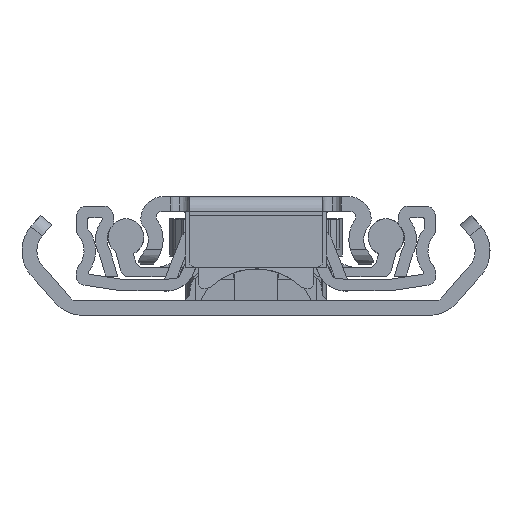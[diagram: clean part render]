
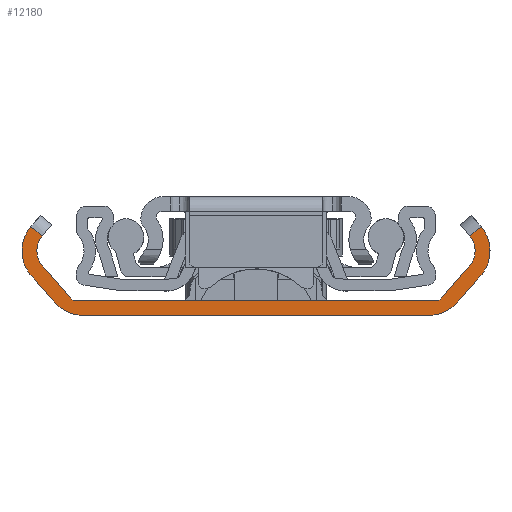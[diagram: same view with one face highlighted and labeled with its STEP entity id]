
A CAD part, left-side view. The second image highlights one B-rep face of the part: STEP entity #12180.
In plain terms, the highlighted planar face has unit normal (-1, 0, 0).
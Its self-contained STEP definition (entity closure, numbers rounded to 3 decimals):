
#43 = CARTESIAN_POINT ( 'NONE',  ( 0., -30.318, 11.991 ) ) ;
#123 = DIRECTION ( 'NONE',  ( 0., -0.653, -0.757 ) ) ;
#199 = ORIENTED_EDGE ( 'NONE', *, *, #19734, .F. ) ;
#774 = LINE ( 'NONE', #17897, #18250 ) ;
#823 = LINE ( 'NONE', #13507, #12705 ) ;
#937 = EDGE_CURVE ( 'NONE', #14686, #19736, #5059, .T. ) ;
#992 = CARTESIAN_POINT ( 'NONE',  ( 0., 23.229, 0. ) ) ;
#1305 = DIRECTION ( 'NONE',  ( 0., 0., -1. ) ) ;
#1356 = EDGE_CURVE ( 'NONE', #19352, #18229, #774, .T. ) ;
#1934 = CARTESIAN_POINT ( 'NONE',  ( 0., -24.236, 3. ) ) ;
#2112 = DIRECTION ( 'NONE',  ( 1., 0., 0. ) ) ;
#2243 = DIRECTION ( 'NONE',  ( 0., -0.653, 0.757 ) ) ;
#2361 = ORIENTED_EDGE ( 'NONE', *, *, #10722, .F. ) ;
#2659 = CARTESIAN_POINT ( 'NONE',  ( 0., -26.325, 8.7 ) ) ;
#2674 = EDGE_CURVE ( 'NONE', #8790, #10632, #4121, .T. ) ;
#2759 = CARTESIAN_POINT ( 'NONE',  ( 0., 24.994, 2.347 ) ) ;
#2912 = VERTEX_POINT ( 'NONE', #12874 ) ;
#3686 = DIRECTION ( 'NONE',  ( -1., 0., 0. ) ) ;
#3971 = DIRECTION ( 'NONE',  ( 0., -1., 0. ) ) ;
#4056 = ORIENTED_EDGE ( 'NONE', *, *, #18944, .F. ) ;
#4121 = CIRCLE ( 'NONE', #15651, 5.2 ) ;
#4316 = AXIS2_PLACEMENT_3D ( 'NONE', #10685, #5830, #10786 ) ;
#5059 = CIRCLE ( 'NONE', #5398, 3.175 ) ;
#5098 = CARTESIAN_POINT ( 'NONE',  ( 0., 30.318, 11.991 ) ) ;
#5151 = CIRCLE ( 'NONE', #16672, 1. ) ;
#5180 = CARTESIAN_POINT ( 'NONE',  ( 0., 29.836, 4.898 ) ) ;
#5304 = EDGE_CURVE ( 'NONE', #7962, #19352, #5151, .T. ) ;
#5398 = AXIS2_PLACEMENT_3D ( 'NONE', #16566, #10404, #1305 ) ;
#5487 = DIRECTION ( 'NONE',  ( 0., 0., -1. ) ) ;
#5551 = DIRECTION ( 'NONE',  ( 0., 0.653, -0.757 ) ) ;
#5594 = CARTESIAN_POINT ( 'NONE',  ( 0., 26.354, 8.665 ) ) ;
#5609 = ORIENTED_EDGE ( 'NONE', *, *, #8642, .F. ) ;
#5618 = ORIENTED_EDGE ( 'NONE', *, *, #14626, .T. ) ;
#5700 = DIRECTION ( 'NONE',  ( 0., 0.766, 0.643 ) ) ;
#5706 = DIRECTION ( 'NONE',  ( 0., 0., -1. ) ) ;
#5830 = DIRECTION ( 'NONE',  ( 1., 0., 0. ) ) ;
#6104 = VERTEX_POINT ( 'NONE', #7693 ) ;
#6309 = ORIENTED_EDGE ( 'NONE', *, *, #2674, .F. ) ;
#6584 = ORIENTED_EDGE ( 'NONE', *, *, #14951, .F. ) ;
#6772 = ORIENTED_EDGE ( 'NONE', *, *, #1356, .F. ) ;
#6830 = CARTESIAN_POINT ( 'NONE',  ( 0., 28.786, 10.706 ) ) ;
#6964 = DIRECTION ( 'NONE',  ( -1., 0., 0. ) ) ;
#7097 = VERTEX_POINT ( 'NONE', #992 ) ;
#7123 = CIRCLE ( 'NONE', #15036, 5.175 ) ;
#7442 = EDGE_LOOP ( 'NONE', ( #11851, #5618, #4056, #2361, #5609, #12255, #6309, #12091, #18968, #10784, #13552, #199, #11101, #6772, #18247, #6584 ) ) ;
#7693 = CARTESIAN_POINT ( 'NONE',  ( 0., 28.405, 6.301 ) ) ;
#7888 = AXIS2_PLACEMENT_3D ( 'NONE', #15198, #20130, #5706 ) ;
#7962 = VERTEX_POINT ( 'NONE', #2759 ) ;
#8007 = CIRCLE ( 'NONE', #12944, 5.175 ) ;
#8083 = CARTESIAN_POINT ( 'NONE',  ( 0., -23.229, 5.2 ) ) ;
#8366 = VERTEX_POINT ( 'NONE', #18407 ) ;
#8555 = VECTOR ( 'NONE', #17205, 1000. ) ;
#8563 = VERTEX_POINT ( 'NONE', #5098 ) ;
#8642 = EDGE_CURVE ( 'NONE', #7097, #13843, #11524, .T. ) ;
#8728 = CARTESIAN_POINT ( 'NONE',  ( 0., 26.325, 8.7 ) ) ;
#8790 = VERTEX_POINT ( 'NONE', #12417 ) ;
#8950 = VERTEX_POINT ( 'NONE', #5180 ) ;
#9045 = VECTOR ( 'NONE', #123, 1000. ) ;
#9711 = CARTESIAN_POINT ( 'NONE',  ( 0., 4.542, -17.26 ) ) ;
#9902 = VECTOR ( 'NONE', #14197, 1000. ) ;
#9908 = DIRECTION ( 'NONE',  ( 0., 0.766, -0.643 ) ) ;
#9969 = DIRECTION ( 'NONE',  ( 0., 0., -1. ) ) ;
#9986 = CARTESIAN_POINT ( 'NONE',  ( 0., -28.786, 10.706 ) ) ;
#10158 = EDGE_CURVE ( 'NONE', #10632, #7097, #20297, .T. ) ;
#10404 = DIRECTION ( 'NONE',  ( -1., 0., 0. ) ) ;
#10461 = CARTESIAN_POINT ( 'NONE',  ( 0., -28.405, 6.301 ) ) ;
#10632 = VERTEX_POINT ( 'NONE', #12756 ) ;
#10685 = CARTESIAN_POINT ( 'NONE',  ( 0., 26.325, 8.7 ) ) ;
#10722 = EDGE_CURVE ( 'NONE', #13843, #8950, #19136, .T. ) ;
#10784 = ORIENTED_EDGE ( 'NONE', *, *, #17879, .T. ) ;
#10786 = DIRECTION ( 'NONE',  ( 0., 0., -1. ) ) ;
#10831 = EDGE_CURVE ( 'NONE', #16207, #6104, #16149, .T. ) ;
#11101 = ORIENTED_EDGE ( 'NONE', *, *, #18592, .F. ) ;
#11267 = CARTESIAN_POINT ( 'NONE',  ( 0., 28.405, 6.301 ) ) ;
#11312 = CARTESIAN_POINT ( 'NONE',  ( 0., 29.836, 4.898 ) ) ;
#11484 = DIRECTION ( 'NONE',  ( 0., 0., -1. ) ) ;
#11524 = CIRCLE ( 'NONE', #7888, 5.2 ) ;
#11741 = CIRCLE ( 'NONE', #15677, 1. ) ;
#11851 = ORIENTED_EDGE ( 'NONE', *, *, #10831, .F. ) ;
#12091 = ORIENTED_EDGE ( 'NONE', *, *, #17952, .F. ) ;
#12180 = ADVANCED_FACE ( 'NONE', ( #15620 ), #13871, .F. ) ;
#12255 = ORIENTED_EDGE ( 'NONE', *, *, #10158, .F. ) ;
#12417 = CARTESIAN_POINT ( 'NONE',  ( 0., -27.166, 1.803 ) ) ;
#12705 = VECTOR ( 'NONE', #5551, 1000. ) ;
#12756 = CARTESIAN_POINT ( 'NONE',  ( 0., -23.229, 0. ) ) ;
#12845 = CARTESIAN_POINT ( 'NONE',  ( 0., 26.325, 8.7 ) ) ;
#12874 = CARTESIAN_POINT ( 'NONE',  ( 0., -24.994, 2.347 ) ) ;
#12944 = AXIS2_PLACEMENT_3D ( 'NONE', #2659, #18332, #16576 ) ;
#12948 = DIRECTION ( 'NONE',  ( 0., 0., -1. ) ) ;
#13507 = CARTESIAN_POINT ( 'NONE',  ( 0., -29.836, 4.898 ) ) ;
#13531 = EDGE_CURVE ( 'NONE', #14483, #8366, #8007, .T. ) ;
#13552 = ORIENTED_EDGE ( 'NONE', *, *, #937, .F. ) ;
#13843 = VERTEX_POINT ( 'NONE', #16156 ) ;
#13871 = PLANE ( 'NONE',  #4316 ) ;
#14124 = VECTOR ( 'NONE', #2243, 1000. ) ;
#14164 = AXIS2_PLACEMENT_3D ( 'NONE', #8728, #6964, #9969 ) ;
#14197 = DIRECTION ( 'NONE',  ( 0., 0.653, 0.757 ) ) ;
#14374 = DIRECTION ( 'NONE',  ( 1., 0., 0. ) ) ;
#14465 = CARTESIAN_POINT ( 'NONE',  ( 0., 24.236, 2. ) ) ;
#14483 = VERTEX_POINT ( 'NONE', #43 ) ;
#14626 = EDGE_CURVE ( 'NONE', #16207, #8563, #19822, .T. ) ;
#14686 = VERTEX_POINT ( 'NONE', #10461 ) ;
#14931 = LINE ( 'NONE', #18018, #14124 ) ;
#14951 = EDGE_CURVE ( 'NONE', #6104, #7962, #18997, .T. ) ;
#15036 = AXIS2_PLACEMENT_3D ( 'NONE', #12845, #2112, #12948 ) ;
#15198 = CARTESIAN_POINT ( 'NONE',  ( 0., 23.229, 5.2 ) ) ;
#15351 = CARTESIAN_POINT ( 'NONE',  ( 0., -24.236, 2. ) ) ;
#15620 = FACE_OUTER_BOUND ( 'NONE', #7442, .T. ) ;
#15651 = AXIS2_PLACEMENT_3D ( 'NONE', #8083, #14374, #11484 ) ;
#15677 = AXIS2_PLACEMENT_3D ( 'NONE', #1934, #3686, #17503 ) ;
#15939 = VECTOR ( 'NONE', #5700, 1000. ) ;
#16149 = CIRCLE ( 'NONE', #14164, 3.175 ) ;
#16156 = CARTESIAN_POINT ( 'NONE',  ( 0., 27.166, 1.803 ) ) ;
#16207 = VERTEX_POINT ( 'NONE', #6830 ) ;
#16566 = CARTESIAN_POINT ( 'NONE',  ( 0., -26.325, 8.7 ) ) ;
#16576 = DIRECTION ( 'NONE',  ( 0., 0., -1. ) ) ;
#16672 = AXIS2_PLACEMENT_3D ( 'NONE', #18069, #16724, #5487 ) ;
#16724 = DIRECTION ( 'NONE',  ( -1., 0., 0. ) ) ;
#16896 = CARTESIAN_POINT ( 'NONE',  ( 0., 23.229, 0. ) ) ;
#17205 = DIRECTION ( 'NONE',  ( 0., 1., 0. ) ) ;
#17333 = LINE ( 'NONE', #9711, #19283 ) ;
#17503 = DIRECTION ( 'NONE',  ( 0., 0., -1. ) ) ;
#17879 = EDGE_CURVE ( 'NONE', #14483, #19736, #17333, .T. ) ;
#17897 = CARTESIAN_POINT ( 'NONE',  ( 0., -24.236, 2. ) ) ;
#17952 = EDGE_CURVE ( 'NONE', #8366, #8790, #823, .T. ) ;
#18018 = CARTESIAN_POINT ( 'NONE',  ( 0., -28.405, 6.301 ) ) ;
#18069 = CARTESIAN_POINT ( 'NONE',  ( 0., 24.236, 3. ) ) ;
#18229 = VERTEX_POINT ( 'NONE', #15351 ) ;
#18247 = ORIENTED_EDGE ( 'NONE', *, *, #5304, .F. ) ;
#18250 = VECTOR ( 'NONE', #3971, 1000. ) ;
#18332 = DIRECTION ( 'NONE',  ( 1., 0., 0. ) ) ;
#18407 = CARTESIAN_POINT ( 'NONE',  ( 0., -29.836, 4.898 ) ) ;
#18592 = EDGE_CURVE ( 'NONE', #18229, #2912, #11741, .T. ) ;
#18944 = EDGE_CURVE ( 'NONE', #8950, #8563, #7123, .T. ) ;
#18968 = ORIENTED_EDGE ( 'NONE', *, *, #13531, .F. ) ;
#18997 = LINE ( 'NONE', #11267, #9045 ) ;
#19136 = LINE ( 'NONE', #11312, #9902 ) ;
#19283 = VECTOR ( 'NONE', #9908, 1000. ) ;
#19352 = VERTEX_POINT ( 'NONE', #14465 ) ;
#19734 = EDGE_CURVE ( 'NONE', #2912, #14686, #14931, .T. ) ;
#19736 = VERTEX_POINT ( 'NONE', #9986 ) ;
#19822 = LINE ( 'NONE', #5594, #15939 ) ;
#20130 = DIRECTION ( 'NONE',  ( 1., 0., 0. ) ) ;
#20297 = LINE ( 'NONE', #16896, #8555 ) ;
